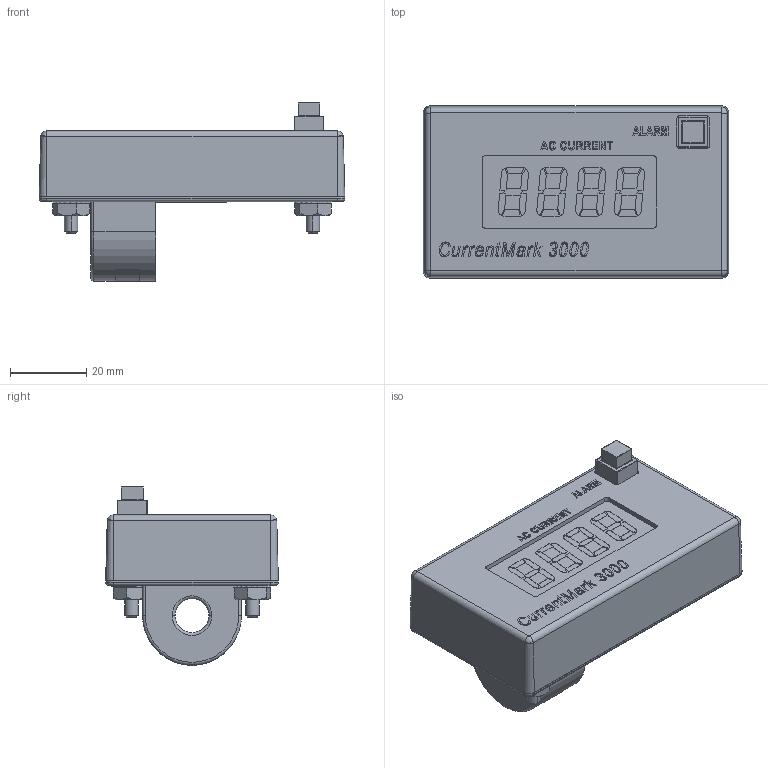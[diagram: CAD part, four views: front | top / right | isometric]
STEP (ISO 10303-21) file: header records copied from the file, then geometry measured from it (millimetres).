
FILE_DESCRIPTION (( 'STEP AP203' ), '1' );
FILE_NAME ('CRM3000-Internal.STEP', '2018-07-30T18:45:35', ( '' ), ( '' ), 'SwSTEP 2.0', 'SolidWorks 2018', '' );
FILE_SCHEMA (( 'CONFIG_CONTROL_DESIGN' ));
Length unit declared in the file: inch
Products named in the file (15): Switch-Push-Button-Sq; CRM3000-Internal; PCB-Display Board; Lot-Label_cr8349 rad; 3-Pin PlugIn; CASE-SCREW-ASSY-DESIGN_S001951; M000499-Label-Flat; M001981-Screw, 8-32-.375 Slotted TC_Pan Head; M000631-LABEL; M002157-Screw-1 x .25 flat head blk; COVER-SCREW-ASSY-DESIGN_M001948-I; CR8349-1500_CR8349-1000; lcd; Current Mark - PCB Assy_With CT; M001980-Nut-8-32-Hex-Keps
Assembly tree (20 placements, depth 3):
  CRM3000-Internal
    CASE-SCREW-ASSY-DESIGN_S001951
    Current Mark - PCB Assy_With CT
      PCB-Display Board
      CR8349-1500_CR8349-1000
      lcd
      Switch-Push-Button-Sq
      3-Pin PlugIn
    COVER-SCREW-ASSY-DESIGN_M001948-I
    M001981-Screw, 8-32-.375 Slotted TC_Pan Head  x2
    M002157-Screw-1 x .25 flat head blk  x5
    M001980-Nut-8-32-Hex-Keps  x2
    M000499-Label-Flat
    Lot-Label_cr8349 rad
    M000631-LABEL
Bounding box: 80.28 x 45.35 x 46.98 mm (x, y, z)
Volume: 35185.6 mm3; surface area: 38237.7 mm2
Topology: 19 solids, 19 shells, 1909 faces, 5105 edges, 3371 vertices
Faces by surface type: plane 1029, bspline 381, cylinder 342, cone 131, torus 22, sphere 4
Entity records: 64078 total; most frequent: CARTESIAN_POINT 26782, ORIENTED_EDGE 8032, DIRECTION 6070, EDGE_CURVE 4016, LINE 2744, VECTOR 2744, VERTEX_POINT 2657, EDGE_LOOP 1681
